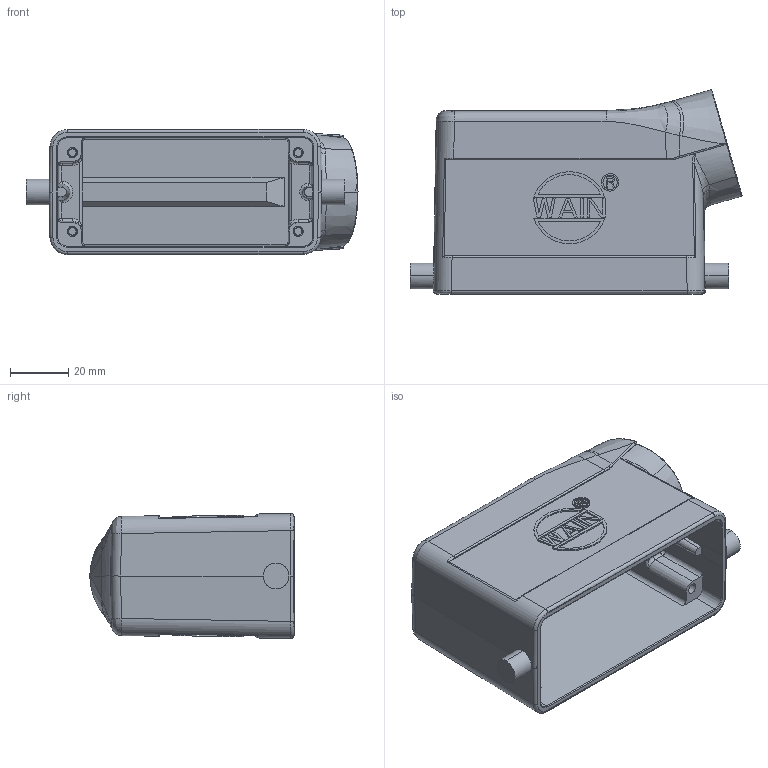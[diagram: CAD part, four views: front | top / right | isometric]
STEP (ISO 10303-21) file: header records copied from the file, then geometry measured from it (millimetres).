
FILE_DESCRIPTION((''),'2;1');
FILE_NAME('H16B-SE','2019-04-08T',('sh.ye'),(''),'PRO/ENGINEER BY PARAMETRIC TECHNOLOGY CORPORATION, 2015240','PRO/ENGINEER BY PARAMETRIC TECHNOLOGY CORPORATION, 2015240','');
FILE_SCHEMA(('AUTOMOTIVE_DESIGN { 1 0 10303 214 1 1 1 1 }'));
Length unit declared in the file: millimetre
Products named in the file (1): H16B-SE
Bounding box: 114.01 x 70.13 x 42.96 mm (x, y, z)
Volume: 70467.9 mm3; surface area: 40832 mm2
Topology: 1 solids, 1 shells, 422 faces, 1043 edges, 659 vertices
Faces by surface type: plane 240, cylinder 75, bspline 51, cone 30, torus 12, extrusion 12, sphere 2
Entity records: 15642 total; most frequent: CARTESIAN_POINT 5975, ORIENTED_EDGE 2086, DIRECTION 1791, EDGE_CURVE 1043, VECTOR 697, LINE 685, VERTEX_POINT 659, AXIS2_PLACEMENT_3D 547
